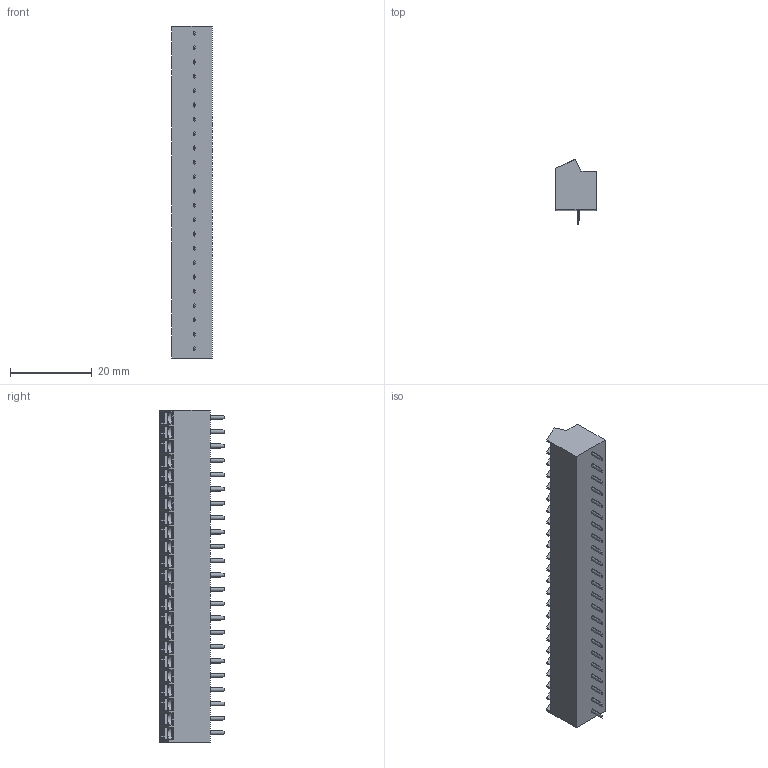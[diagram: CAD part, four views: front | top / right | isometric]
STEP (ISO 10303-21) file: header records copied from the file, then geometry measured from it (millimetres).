
FILE_DESCRIPTION((''),'2;1');
FILE_NAME('PRT0007','2024-09-25T',('sj'),(''),'PRO/ENGINEER BY PARAMETRIC TECHNOLOGY CORPORATION, 2013240','PRO/ENGINEER BY PARAMETRIC TECHNOLOGY CORPORATION, 2013240','');
FILE_SCHEMA(('AUTOMOTIVE_DESIGN_CC2 { 1 2 10303 214 -1 1 5 2 }'));
Length unit declared in the file: millimetre
Products named in the file (1): PRT0007
Bounding box: 10 x 15.9 x 81.1 mm (x, y, z)
Volume: 8021.8 mm3; surface area: 5129.1 mm2
Topology: 1 solids, 1 shells, 997 faces, 2640 edges, 1714 vertices
Faces by surface type: plane 675, cylinder 230, cone 92
Entity records: 31220 total; most frequent: CARTESIAN_POINT 6590, ORIENTED_EDGE 5280, DIRECTION 4841, EDGE_CURVE 2640, VECTOR 1881, LINE 1881, VERTEX_POINT 1714, AXIS2_PLACEMENT_3D 1480
